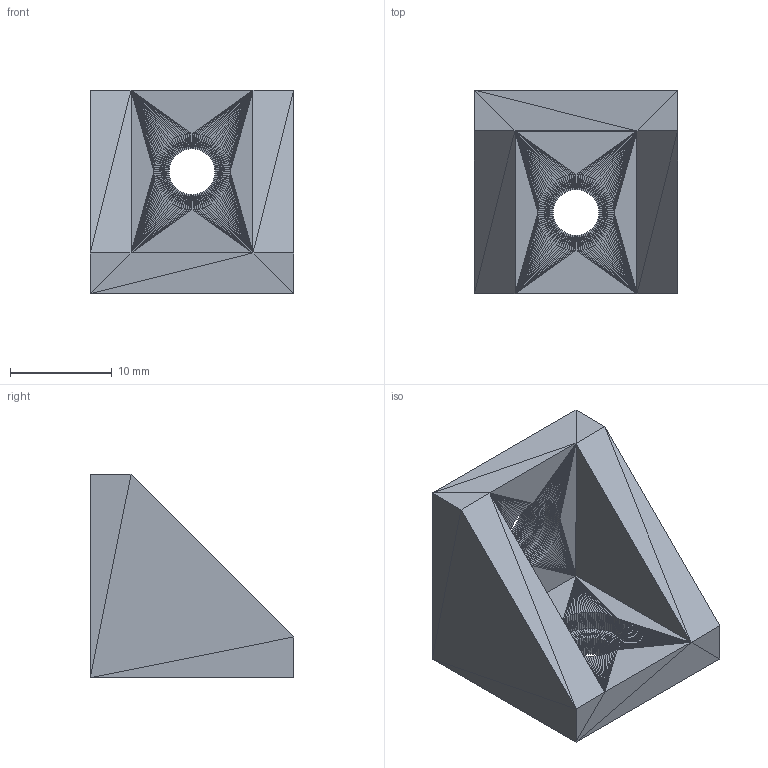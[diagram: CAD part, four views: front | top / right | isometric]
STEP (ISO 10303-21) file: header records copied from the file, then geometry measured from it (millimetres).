
FILE_DESCRIPTION((''),'2;1');
FILE_NAME('90_Degree_Brack_for_2020_Extrusion_Small_4bolt', '2025-09-15T18:38:33', (''), (''), 'ImageToStl.com STEP Converter','', '');
FILE_SCHEMA(('AUTOMOTIVE_DESIGN_CC2'));
Length unit declared in the file: metre
Products named in the file (1): product0
Bounding box: 20 x 20 x 20 mm (x, y, z)
Surface area: 2412.2 mm2 (no closed solid volume)
Topology: 0 solids, 1508 shells, 1508 faces, 4524 edges, 752 vertices
Faces by surface type: plane 1508
Entity records: 34708 total; most frequent: DIRECTION 7542, ORIENTED_EDGE 4524, EDGE_CURVE 4524, LINE 4524, VECTOR 4524, AXIS2_PLACEMENT_3D 1509, FACE_SURFACE 1508, PLANE 1508
